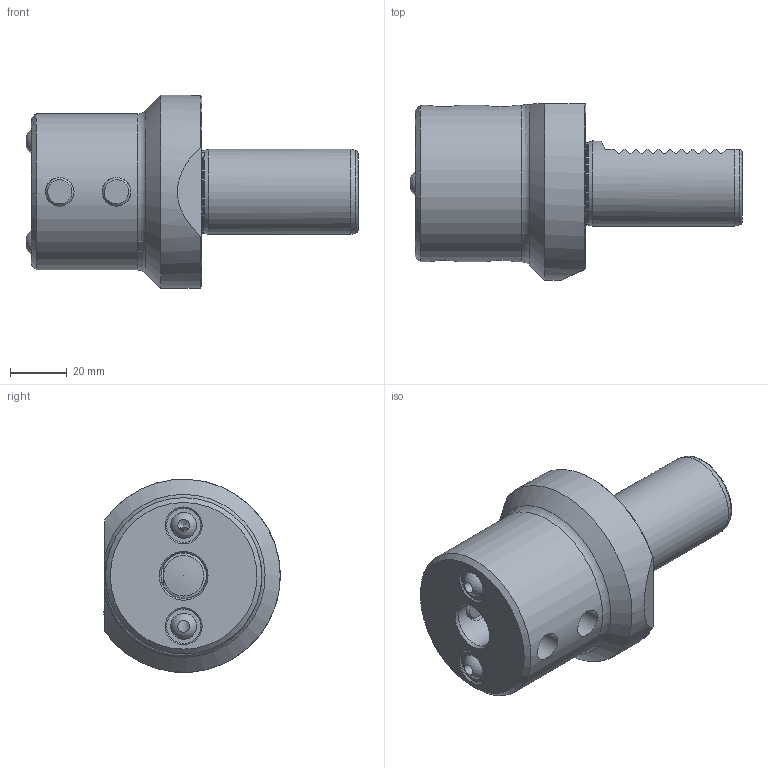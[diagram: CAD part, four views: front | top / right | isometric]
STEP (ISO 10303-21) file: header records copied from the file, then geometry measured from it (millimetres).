
FILE_DESCRIPTION(/* description */ (''),/* implementation_level */ '2;1');
FILE_NAME(/* name */ '30_16_290_2.stp',/* time_stamp */ '2021-10-06T11:29:18+02:00',/* author */ ('cad'),/* organization */ (''),/* preprocessor_version */ 'ST-DEVELOPER v18.1',/* originating_system */ 'Autodesk Inventor 2021',/* authorisation */ '');
FILE_SCHEMA (('AUTOMOTIVE_DESIGN { 1 0 10303 214 3 1 1 }'));
Length unit declared in the file: inch
Products named in the file (1): 30_16_290_2_Shrinkwrap_1
Bounding box: 116.85 x 62.11 x 68.04 mm (x, y, z)
Volume: 161941.6 mm3; surface area: 34719.6 mm2
Topology: 2 solids, 2 shells, 152 faces, 450 edges, 311 vertices
Faces by surface type: plane 62, cylinder 44, cone 29, sphere 8, torus 7, bspline 2
Full cylindrical faces by diameter (mm): 4.134 x2, 5.7 x5, 5.97 x2, 7.7 x1, 7.95 x2, 9 x2, 10.106 x2, 12 x2, 14 x1, 16 x1, 17 x1, 18 x1, 29.1 x1, 30 x1, 55 x1
Entity records: 6172 total; most frequent: CARTESIAN_POINT 1875, ORIENTED_EDGE 880, DIRECTION 846, EDGE_CURVE 440, AXIS2_PLACEMENT_3D 350, VERTEX_POINT 311, EDGE_LOOP 183, STYLED_ITEM 154
